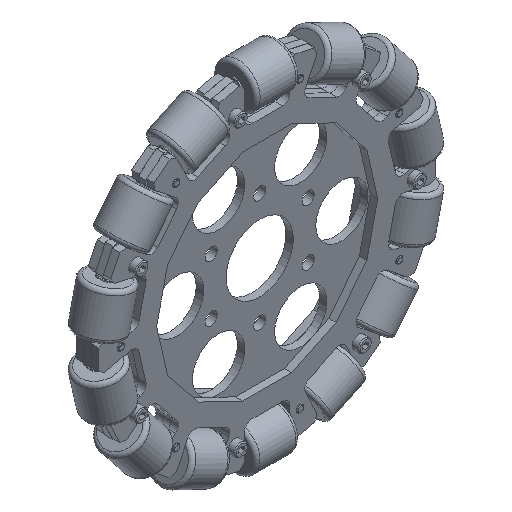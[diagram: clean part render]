
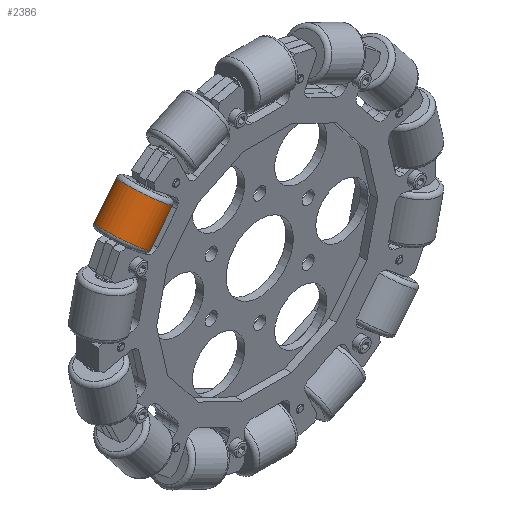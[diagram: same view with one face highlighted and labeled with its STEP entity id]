
A CAD part, isometric view. The second image highlights one B-rep face of the part: STEP entity #2386.
In plain terms, the highlighted cylindrical face has radius 9.36 mm (diameter 18.72 mm), a full revolution.
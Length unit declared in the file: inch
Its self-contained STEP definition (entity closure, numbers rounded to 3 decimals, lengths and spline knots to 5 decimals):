
#1992 = CARTESIAN_POINT ( 'NONE',  ( -0.3, 0., 0.3685 ) ) ;
#2386 = ADVANCED_FACE ( 'NONE', ( #14745, #3907 ), #8712, .T. ) ;
#2655 = CARTESIAN_POINT ( 'NONE',  ( 0.3, 0., 0.3685 ) ) ;
#2719 = DIRECTION ( 'NONE',  ( -1., 0., 0. ) ) ;
#3587 = DIRECTION ( 'NONE',  ( 0., 0., 1. ) ) ;
#3907 = FACE_OUTER_BOUND ( 'NONE', #10543, .T. ) ;
#4152 = CARTESIAN_POINT ( 'NONE',  ( -0.3, 0., 0. ) ) ;
#6394 = ORIENTED_EDGE ( 'NONE', *, *, #14240, .F. ) ;
#7522 = DIRECTION ( 'NONE',  ( 0., 0., 1. ) ) ;
#8128 = EDGE_CURVE ( 'NONE', #13500, #13500, #14564, .T. ) ;
#8176 = EDGE_LOOP ( 'NONE', ( #14011 ) ) ;
#8712 = CYLINDRICAL_SURFACE ( 'NONE', #10994, 0.3685 ) ;
#8971 = DIRECTION ( 'NONE',  ( -1., 0., 0. ) ) ;
#9458 = AXIS2_PLACEMENT_3D ( 'NONE', #4152, #8971, #13812 ) ;
#9591 = CARTESIAN_POINT ( 'NONE',  ( 0.3, 0., 0. ) ) ;
#10009 = AXIS2_PLACEMENT_3D ( 'NONE', #9591, #14425, #3587 ) ;
#10543 = EDGE_LOOP ( 'NONE', ( #6394 ) ) ;
#10994 = AXIS2_PLACEMENT_3D ( 'NONE', #13571, #2719, #7522 ) ;
#11477 = CIRCLE ( 'NONE', #9458, 0.3685 ) ;
#12843 = VERTEX_POINT ( 'NONE', #1992 ) ;
#13500 = VERTEX_POINT ( 'NONE', #2655 ) ;
#13571 = CARTESIAN_POINT ( 'NONE',  ( 0.3625, 0., 0. ) ) ;
#13812 = DIRECTION ( 'NONE',  ( 0., 0., 1. ) ) ;
#14011 = ORIENTED_EDGE ( 'NONE', *, *, #8128, .T. ) ;
#14240 = EDGE_CURVE ( 'NONE', #12843, #12843, #11477, .T. ) ;
#14425 = DIRECTION ( 'NONE',  ( -1., 0., 0. ) ) ;
#14564 = CIRCLE ( 'NONE', #10009, 0.3685 ) ;
#14745 = FACE_OUTER_BOUND ( 'NONE', #8176, .T. ) ;
